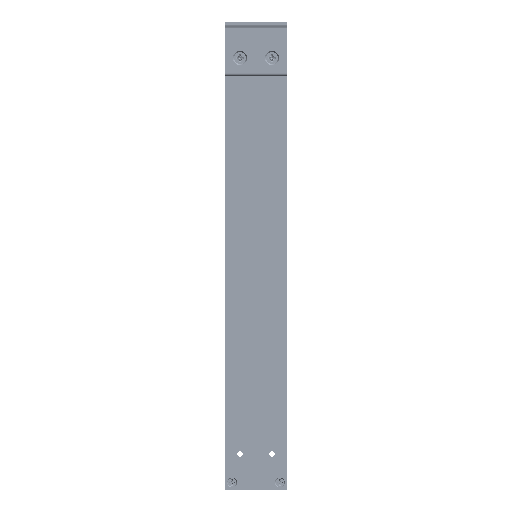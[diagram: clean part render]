
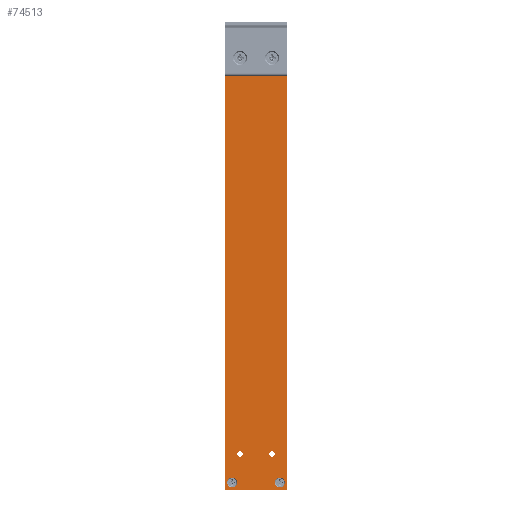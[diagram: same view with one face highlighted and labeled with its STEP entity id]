
A CAD part, front view. The second image highlights one B-rep face of the part: STEP entity #74513.
In plain terms, the highlighted planar face has unit normal (0, -1, 0).
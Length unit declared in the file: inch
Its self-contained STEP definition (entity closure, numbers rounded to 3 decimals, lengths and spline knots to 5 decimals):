
#1602 = CARTESIAN_POINT ( 'NONE',  ( 0.27729, -0.31353, 1. ) ) ;
#3929 = DIRECTION ( 'NONE',  ( 0., 1., 0. ) ) ;
#6068 = ORIENTED_EDGE ( 'NONE', *, *, #101386, .T. ) ;
#6292 = CARTESIAN_POINT ( 'NONE',  ( -0.61247, -0.31353, 12. ) ) ;
#6641 = FACE_BOUND ( 'NONE', #52507, .T. ) ;
#6763 = VECTOR ( 'NONE', #51891, 39.37008 ) ;
#7582 = CARTESIAN_POINT ( 'NONE',  ( 0.69241, -0.31353, 13. ) ) ;
#9295 = LINE ( 'NONE', #93237, #98501 ) ;
#9829 = ORIENTED_EDGE ( 'NONE', *, *, #109860, .T. ) ;
#10250 = LINE ( 'NONE', #60792, #6763 ) ;
#10513 = ORIENTED_EDGE ( 'NONE', *, *, #37786, .T. ) ;
#11471 = EDGE_CURVE ( 'NONE', #44870, #120238, #79892, .T. ) ;
#12205 = ORIENTED_EDGE ( 'NONE', *, *, #61840, .T. ) ;
#12424 = CIRCLE ( 'NONE', #99559, 0.1378 ) ;
#12865 = AXIS2_PLACEMENT_3D ( 'NONE', #66631, #3929, #15513 ) ;
#13686 = CARTESIAN_POINT ( 'NONE',  ( 0.27729, -0.31353, 12. ) ) ;
#14785 = CARTESIAN_POINT ( 'NONE',  ( -0.82908, -0.31353, 0.21 ) ) ;
#14851 = EDGE_CURVE ( 'NONE', #60198, #60198, #58624, .T. ) ;
#15414 = AXIS2_PLACEMENT_3D ( 'NONE', #13686, #127576, #67512 ) ;
#15513 = DIRECTION ( 'NONE',  ( 0., 0., 1. ) ) ;
#16969 = EDGE_CURVE ( 'NONE', #101822, #44870, #10250, .T. ) ;
#18958 = PLANE ( 'NONE',  #113522 ) ;
#21636 = CIRCLE ( 'NONE', #97885, 0.1378 ) ;
#22116 = ORIENTED_EDGE ( 'NONE', *, *, #16969, .T. ) ;
#23363 = ORIENTED_EDGE ( 'NONE', *, *, #11471, .T. ) ;
#26729 = DIRECTION ( 'NONE',  ( 0., 0., -1. ) ) ;
#26778 = EDGE_CURVE ( 'NONE', #57534, #57534, #21636, .T. ) ;
#28479 = EDGE_LOOP ( 'NONE', ( #60051 ) ) ;
#29476 = AXIS2_PLACEMENT_3D ( 'NONE', #6292, #131099, #107325 ) ;
#30844 = ORIENTED_EDGE ( 'NONE', *, *, #26778, .T. ) ;
#31630 = VERTEX_POINT ( 'NONE', #73255 ) ;
#32478 = CARTESIAN_POINT ( 'NONE',  ( -0.61247, -0.31353, 12.07799 ) ) ;
#32871 = CARTESIAN_POINT ( 'NONE',  ( -0.82908, -0.31353, 12.79 ) ) ;
#33817 = EDGE_LOOP ( 'NONE', ( #63522 ) ) ;
#35263 = CARTESIAN_POINT ( 'NONE',  ( -1.02759, -0.31353, 13. ) ) ;
#35579 = CARTESIAN_POINT ( 'NONE',  ( 0.49391, -0.31353, 12.79 ) ) ;
#36939 = DIRECTION ( 'NONE',  ( 0., 1., 0. ) ) ;
#37786 = EDGE_CURVE ( 'NONE', #104146, #104146, #114413, .T. ) ;
#38009 = FACE_BOUND ( 'NONE', #59393, .T. ) ;
#38689 = FACE_BOUND ( 'NONE', #86196, .T. ) ;
#39453 = EDGE_CURVE ( 'NONE', #31630, #31630, #12424, .T. ) ;
#42203 = ORIENTED_EDGE ( 'NONE', *, *, #39453, .T. ) ;
#42673 = VECTOR ( 'NONE', #121506, 39.37008 ) ;
#43950 = EDGE_LOOP ( 'NONE', ( #104614 ) ) ;
#44832 = DIRECTION ( 'NONE',  ( 0., 1., 0. ) ) ;
#44870 = VERTEX_POINT ( 'NONE', #56210 ) ;
#44914 = EDGE_LOOP ( 'NONE', ( #30844 ) ) ;
#45233 = CARTESIAN_POINT ( 'NONE',  ( 0.69241, -0.31353, 0. ) ) ;
#48271 = FACE_BOUND ( 'NONE', #44914, .T. ) ;
#48362 = CARTESIAN_POINT ( 'NONE',  ( 0.49391, -0.31353, 0.21 ) ) ;
#48943 = FACE_BOUND ( 'NONE', #78862, .T. ) ;
#49100 = VERTEX_POINT ( 'NONE', #81817 ) ;
#51669 = DIRECTION ( 'NONE',  ( 0., 0., -1. ) ) ;
#51891 = DIRECTION ( 'NONE',  ( 0., 0., 1. ) ) ;
#52507 = EDGE_LOOP ( 'NONE', ( #42203 ) ) ;
#53035 = CARTESIAN_POINT ( 'NONE',  ( 0.69241, -0.31353, 0. ) ) ;
#53940 = VERTEX_POINT ( 'NONE', #103911 ) ;
#55466 = DIRECTION ( 'NONE',  ( 0., 0., 1. ) ) ;
#56210 = CARTESIAN_POINT ( 'NONE',  ( 0.69241, -0.31353, 13. ) ) ;
#57534 = VERTEX_POINT ( 'NONE', #120887 ) ;
#58624 = CIRCLE ( 'NONE', #12865, 0.07799 ) ;
#58751 = CIRCLE ( 'NONE', #113200, 0.1378 ) ;
#59393 = EDGE_LOOP ( 'NONE', ( #10513 ) ) ;
#59814 = DIRECTION ( 'NONE',  ( 0., 0., -1. ) ) ;
#60051 = ORIENTED_EDGE ( 'NONE', *, *, #84776, .T. ) ;
#60198 = VERTEX_POINT ( 'NONE', #133140 ) ;
#60734 = VERTEX_POINT ( 'NONE', #102351 ) ;
#60792 = CARTESIAN_POINT ( 'NONE',  ( 0.69241, -0.31353, 0. ) ) ;
#61266 = EDGE_CURVE ( 'NONE', #60734, #60734, #84387, .T. ) ;
#61840 = EDGE_CURVE ( 'NONE', #49100, #49100, #86732, .T. ) ;
#63427 = VERTEX_POINT ( 'NONE', #89269 ) ;
#63522 = ORIENTED_EDGE ( 'NONE', *, *, #61266, .T. ) ;
#66631 = CARTESIAN_POINT ( 'NONE',  ( -0.61247, -0.31353, 1. ) ) ;
#67512 = DIRECTION ( 'NONE',  ( 0., 0., 1. ) ) ;
#71533 = AXIS2_PLACEMENT_3D ( 'NONE', #1602, #107317, #55466 ) ;
#73255 = CARTESIAN_POINT ( 'NONE',  ( -0.82908, -0.31353, 12.6522 ) ) ;
#74513 = ADVANCED_FACE ( 'NONE', ( #48943, #6641, #48271, #132124, #38009, #121231, #112391, #38689, #80286 ), #18958, .T. ) ;
#77088 = VECTOR ( 'NONE', #84797, 39.37008 ) ;
#78042 = CARTESIAN_POINT ( 'NONE',  ( 0.69241, -0.31353, 0. ) ) ;
#78862 = EDGE_LOOP ( 'NONE', ( #6068 ) ) ;
#78885 = LINE ( 'NONE', #45233, #77088 ) ;
#79892 = LINE ( 'NONE', #7582, #42673 ) ;
#80286 = FACE_OUTER_BOUND ( 'NONE', #93995, .T. ) ;
#81817 = CARTESIAN_POINT ( 'NONE',  ( 0.27729, -0.31353, 1.07799 ) ) ;
#82353 = DIRECTION ( 'NONE',  ( 0., -1., 0. ) ) ;
#84387 = CIRCLE ( 'NONE', #119220, 0.1378 ) ;
#84776 = EDGE_CURVE ( 'NONE', #93488, #93488, #119836, .T. ) ;
#84797 = DIRECTION ( 'NONE',  ( 1., 0., 0. ) ) ;
#85398 = DIRECTION ( 'NONE',  ( 0., 0., -1. ) ) ;
#86196 = EDGE_LOOP ( 'NONE', ( #12205 ) ) ;
#86732 = CIRCLE ( 'NONE', #71533, 0.07799 ) ;
#89269 = CARTESIAN_POINT ( 'NONE',  ( 0.49391, -0.31353, 12.6522 ) ) ;
#93237 = CARTESIAN_POINT ( 'NONE',  ( -1.02759, -0.31353, 0. ) ) ;
#93488 = VERTEX_POINT ( 'NONE', #133674 ) ;
#93995 = EDGE_LOOP ( 'NONE', ( #22116, #23363, #9829, #117142 ) ) ;
#95630 = DIRECTION ( 'NONE',  ( 0., 1., 0. ) ) ;
#97885 = AXIS2_PLACEMENT_3D ( 'NONE', #14785, #44832, #118405 ) ;
#98501 = VECTOR ( 'NONE', #59814, 39.37008 ) ;
#99549 = DIRECTION ( 'NONE',  ( 0., 1., 0. ) ) ;
#99559 = AXIS2_PLACEMENT_3D ( 'NONE', #32871, #95630, #85398 ) ;
#101386 = EDGE_CURVE ( 'NONE', #63427, #63427, #58751, .T. ) ;
#101822 = VERTEX_POINT ( 'NONE', #78042 ) ;
#102351 = CARTESIAN_POINT ( 'NONE',  ( 0.49391, -0.31353, 0.0722 ) ) ;
#103911 = CARTESIAN_POINT ( 'NONE',  ( -1.02759, -0.31353, 0. ) ) ;
#104146 = VERTEX_POINT ( 'NONE', #32478 ) ;
#104614 = ORIENTED_EDGE ( 'NONE', *, *, #14851, .T. ) ;
#107317 = DIRECTION ( 'NONE',  ( 0., 1., 0. ) ) ;
#107325 = DIRECTION ( 'NONE',  ( 0., 0., 1. ) ) ;
#109860 = EDGE_CURVE ( 'NONE', #120238, #53940, #9295, .T. ) ;
#112391 = FACE_BOUND ( 'NONE', #43950, .T. ) ;
#113200 = AXIS2_PLACEMENT_3D ( 'NONE', #35579, #36939, #26729 ) ;
#113522 = AXIS2_PLACEMENT_3D ( 'NONE', #53035, #82353, #51669 ) ;
#114413 = CIRCLE ( 'NONE', #29476, 0.07799 ) ;
#117142 = ORIENTED_EDGE ( 'NONE', *, *, #120438, .T. ) ;
#118405 = DIRECTION ( 'NONE',  ( 0., 0., -1. ) ) ;
#119220 = AXIS2_PLACEMENT_3D ( 'NONE', #48362, #99549, #131559 ) ;
#119836 = CIRCLE ( 'NONE', #15414, 0.07799 ) ;
#120238 = VERTEX_POINT ( 'NONE', #35263 ) ;
#120438 = EDGE_CURVE ( 'NONE', #53940, #101822, #78885, .T. ) ;
#120887 = CARTESIAN_POINT ( 'NONE',  ( -0.82908, -0.31353, 0.0722 ) ) ;
#121231 = FACE_BOUND ( 'NONE', #28479, .T. ) ;
#121506 = DIRECTION ( 'NONE',  ( -1., 0., 0. ) ) ;
#127576 = DIRECTION ( 'NONE',  ( 0., 1., 0. ) ) ;
#131099 = DIRECTION ( 'NONE',  ( 0., 1., 0. ) ) ;
#131559 = DIRECTION ( 'NONE',  ( 0., 0., -1. ) ) ;
#132124 = FACE_BOUND ( 'NONE', #33817, .T. ) ;
#133140 = CARTESIAN_POINT ( 'NONE',  ( -0.61247, -0.31353, 1.07799 ) ) ;
#133674 = CARTESIAN_POINT ( 'NONE',  ( 0.27729, -0.31353, 12.07799 ) ) ;
